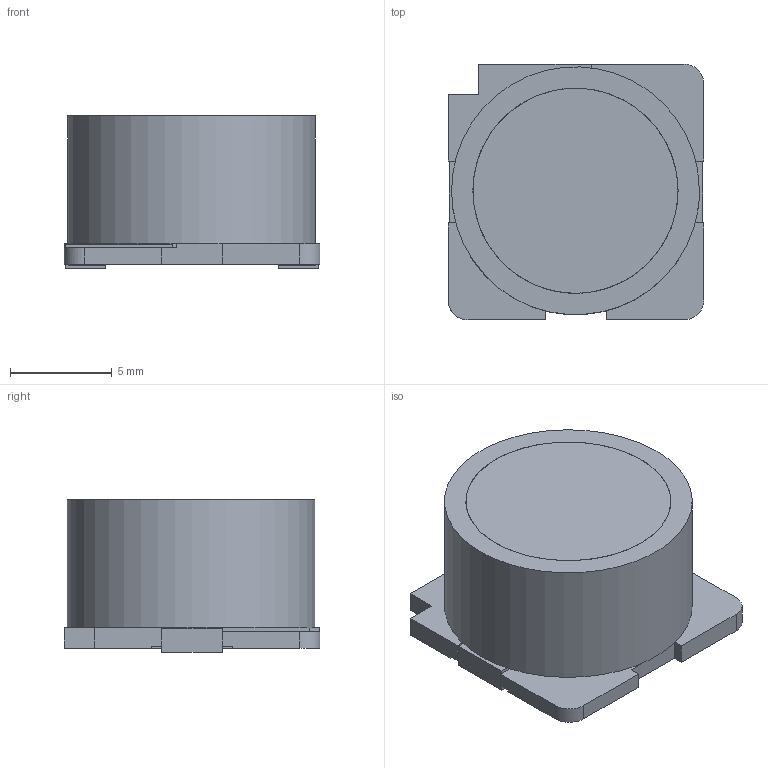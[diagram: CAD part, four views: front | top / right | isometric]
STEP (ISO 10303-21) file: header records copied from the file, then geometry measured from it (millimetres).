
FILE_DESCRIPTION(('FreeCAD Model'),'2;1');
FILE_NAME( 'Assy2_SLF12575.step', '2018-07-31T19:17:41',('Author'),(''), 'Open CASCADE STEP processor 7.2','FreeCAD','Unknown');
FILE_SCHEMA(('AUTOMOTIVE_DESIGN { 1 0 10303 214 1 1 1 1 }'));
Length unit declared in the file: millimetre
Products named in the file (5): Assy2_SLF12575; Assy2_SLF12575001; Assy2_SLF12575002; Assy2_SLF12575003; Assy2_SLF12575004
Bounding box: 12.6 x 12.6 x 7.5 mm (x, y, z)
Volume: 879.5 mm3; surface area: 1338.3 mm2
Topology: 5 solids, 5 shells, 62 faces, 156 edges, 104 vertices
Faces by surface type: bspline 62
Entity records: 4131 total; most frequent: CARTESIAN_POINT 1361, ORIENTED_EDGE 312, PCURVE 312, DEFINITIONAL_REPRESENTATION 312, DIRECTION 302, LINE 300, VECTOR 300, EDGE_CURVE 156
